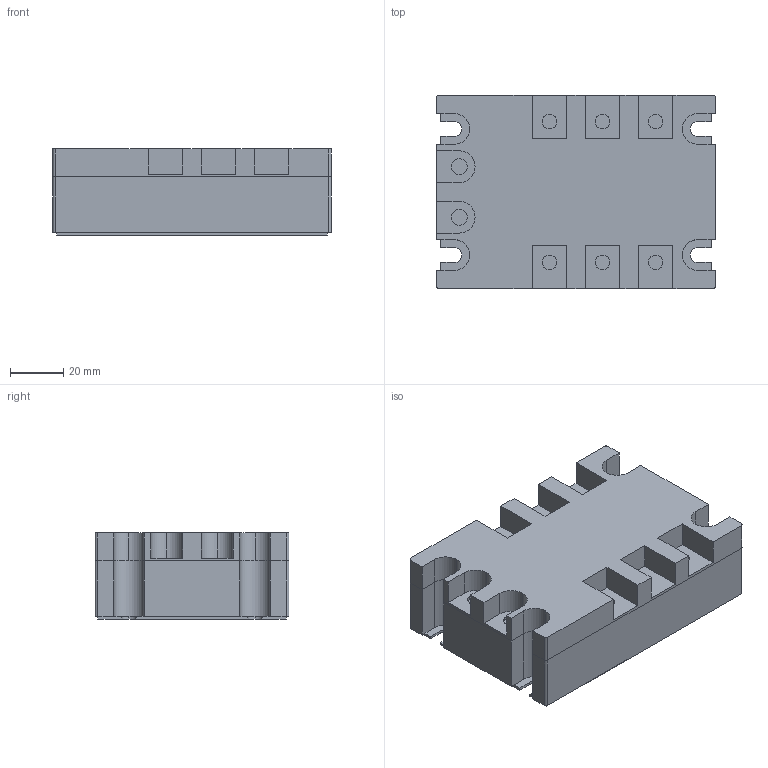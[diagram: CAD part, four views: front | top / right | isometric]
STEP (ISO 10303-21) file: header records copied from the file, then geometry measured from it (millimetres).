
FILE_DESCRIPTION (( 'STEP AP214' ), '1' );
FILE_NAME ('41CDG3-100-200.STEP', '2025-04-12T02:38:06', ( '' ), ( 'Microsoft' ), 'SwSTEP 2.0', 'SolidWorks 2014', '' );
FILE_SCHEMA (( 'AUTOMOTIVE_DESIGN' ));
Length unit declared in the file: millimetre
Products named in the file (3): 41CDG3-100-200; 菁釱; 俋褲
Assembly tree (2 placements, depth 2):
  41CDG3-100-200
    菁釱
    俋褲
Bounding box: 105 x 73 x 32.5 mm (x, y, z)
Volume: 216736.9 mm3; surface area: 45321.9 mm2
Topology: 2 solids, 2 shells, 136 faces, 388 edges, 256 vertices
Faces by surface type: plane 90, cylinder 46
Entity records: 4562 total; most frequent: CARTESIAN_POINT 785, ORIENTED_EDGE 776, DIRECTION 762, EDGE_CURVE 388, LINE 296, VECTOR 296, VERTEX_POINT 256, AXIS2_PLACEMENT_3D 233
